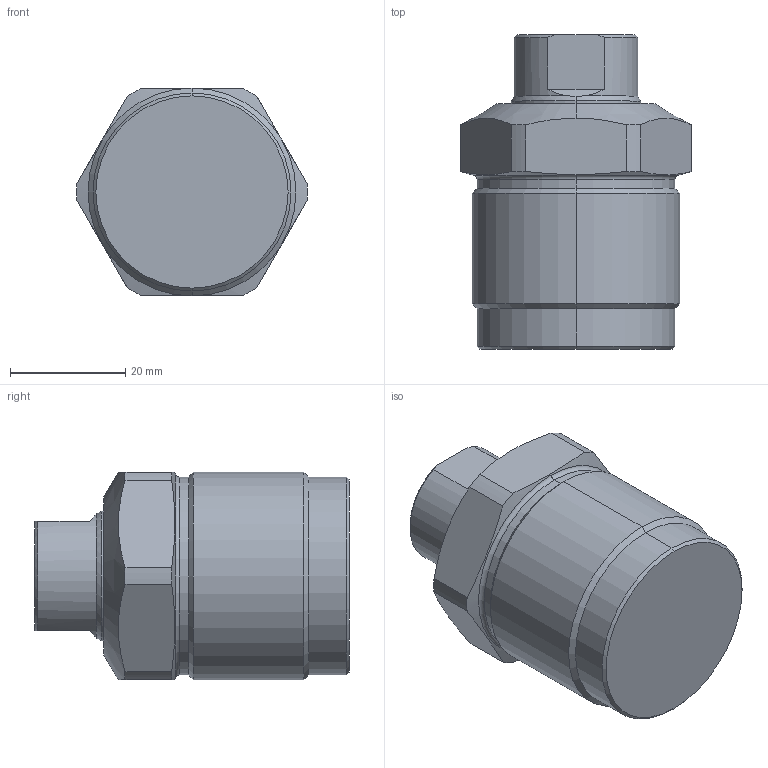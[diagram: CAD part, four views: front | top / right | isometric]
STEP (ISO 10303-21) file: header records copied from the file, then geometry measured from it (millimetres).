
FILE_DESCRIPTION (( 'STEP AP214' ), '1' );
FILE_NAME ('CMC10-10.STEP', '2005-12-23T07:55:20', ( '' ), ( '' ), 'SwSTEP 2.0', 'SolidWorks 2004334', '' );
FILE_SCHEMA (( 'AUTOMOTIVE_DESIGN' ));
Length unit declared in the file: millimetre
Products named in the file (3): CMC10-10BODY_蹬怮椔; CMC10-10; CMC10-10 ROD_蹬怮椔
Assembly tree (2 placements, depth 2):
  CMC10-10
    CMC10-10BODY_蹬怮椔
    CMC10-10 ROD_蹬怮椔
Bounding box: 39.99 x 54.5 x 36 mm (x, y, z)
Volume: 46008.3 mm3; surface area: 10141.7 mm2
Topology: 2 solids, 2 shells, 58 faces, 136 edges, 83 vertices
Faces by surface type: cylinder 22, cone 18, plane 16, torus 2
Entity records: 1818 total; most frequent: CARTESIAN_POINT 432, DIRECTION 288, ORIENTED_EDGE 268, EDGE_CURVE 134, AXIS2_PLACEMENT_3D 119, VERTEX_POINT 83, EDGE_LOOP 61, ADVANCED_FACE 58
